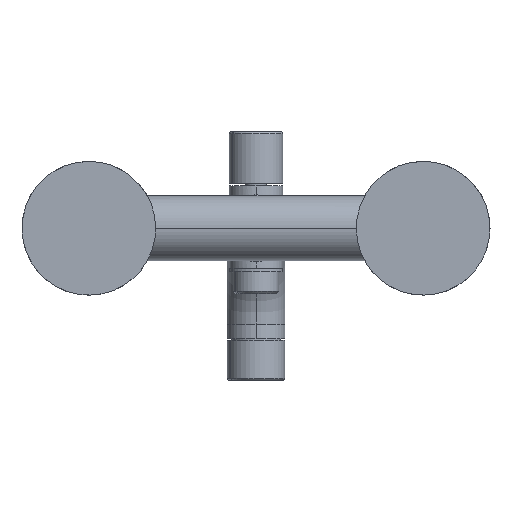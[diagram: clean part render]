
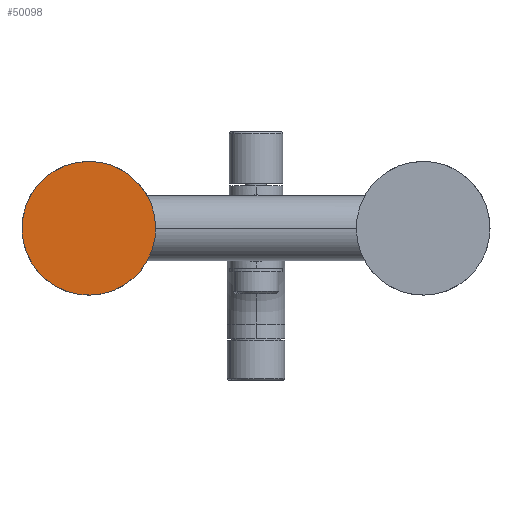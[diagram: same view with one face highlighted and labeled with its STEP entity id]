
A CAD part, left-side view. The second image highlights one B-rep face of the part: STEP entity #50098.
In plain terms, the highlighted planar face has unit normal (-1, 0, 0).
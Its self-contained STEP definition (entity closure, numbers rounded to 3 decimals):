
#22938=CARTESIAN_POINT('Vertex',(-71.25,89.383,-26.327)) ;
#22941=CARTESIAN_POINT('Axis2P3D Location',(-71.25,75.,0.)) ;
#22945=CARTESIAN_POINT('Vertex',(-71.25,60.617,26.327)) ;
#22960=CARTESIAN_POINT('Axis2P3D Location',(-71.25,75.,0.)) ;
#50089=CARTESIAN_POINT('Axis2P3D Location',(-71.25,-75.,28.5)) ;
#22942=DIRECTION('Axis2P3D Direction',(1.,0.,0.)) ;
#22961=DIRECTION('Axis2P3D Direction',(1.,0.,0.)) ;
#50090=DIRECTION('Axis2P3D Direction',(1.,0.,0.)) ;
#50091=DIRECTION('Axis2P3D XDirection',(0.,-1.,0.)) ;
#22943=AXIS2_PLACEMENT_3D('Circle Axis2P3D',#22941,#22942,$) ;
#22962=AXIS2_PLACEMENT_3D('Circle Axis2P3D',#22960,#22961,$) ;
#50092=AXIS2_PLACEMENT_3D('Plane Axis2P3D',#50089,#50090,#50091) ;
#22944=CIRCLE('generated circle',#22943,30.) ;
#22963=CIRCLE('generated circle',#22962,30.) ;
#50093=PLANE('',#50092) ;
#22947=EDGE_CURVE('',#22939,#22946,#22944,.T.) ;
#22964=EDGE_CURVE('',#22946,#22939,#22963,.T.) ;
#50095=ORIENTED_EDGE('',*,*,#22964,.F.) ;
#50096=ORIENTED_EDGE('',*,*,#22947,.F.) ;
#50094=EDGE_LOOP('',(#50095,#50096)) ;
#22939=VERTEX_POINT('',#22938) ;
#22946=VERTEX_POINT('',#22945) ;
#50098=ADVANCED_FACE('BA00010 0_AllCATPart.1\\PartBody',(#50097),#50093,.F.) ;
#50097=FACE_OUTER_BOUND('',#50094,.T.) ;
